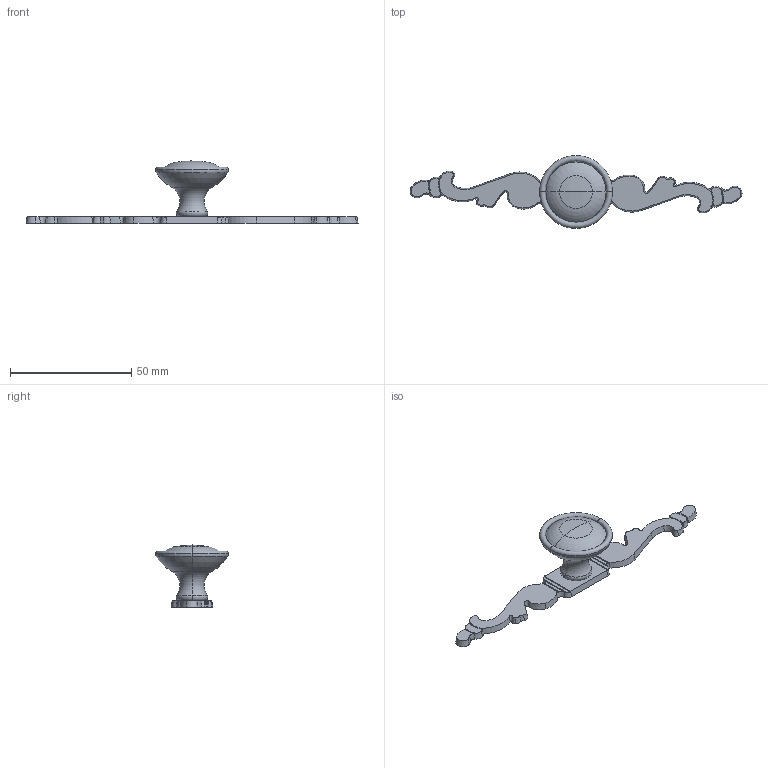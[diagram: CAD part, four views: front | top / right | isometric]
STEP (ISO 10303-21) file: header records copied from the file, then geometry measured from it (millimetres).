
FILE_DESCRIPTION(('Creo Elements/Direct Modeling STEP Export'),'2;1');
FILE_NAME('1546-137.stp','2019-10-31T 9:06:55',(''),(''),'Creo Elements/Direct Modeling STEP processor for AP214 (Solid Model)','Creo Elements/Direct Modeling 20.0 12-Nov-2016 (C) Parametric Technology GmbH','');
FILE_SCHEMA(('AUTOMOTIVE_DESIGN { 1 0 10303 214 1 1 1 1 }'));
Length unit declared in the file: millimetre
Products named in the file (5): Knopf OT; Knopf UT; 1546-30; Knopfunterlage; 1546-137
Assembly tree (4 placements, depth 3):
  1546-137
    Knopfunterlage
    1546-30
      Knopf UT
      Knopf OT
Bounding box: 136.84 x 30 x 25.6 mm (x, y, z)
Volume: 7014.1 mm3; surface area: 8043.1 mm2
Topology: 3 solids, 3 shells, 177 faces, 480 edges, 308 vertices
Faces by surface type: cone 66, plane 47, cylinder 28, torus 24, sphere 8, bspline 2, revolution 2
Entity records: 8532 total; most frequent: CARTESIAN_POINT 4054, ORIENTED_EDGE 952, DIRECTION 874, EDGE_CURVE 476, AXIS2_PLACEMENT_3D 368, VERTEX_POINT 308, CIRCLE 198, EDGE_LOOP 184
